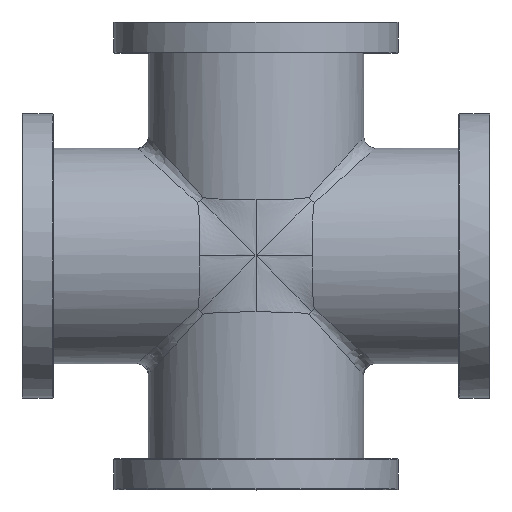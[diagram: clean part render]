
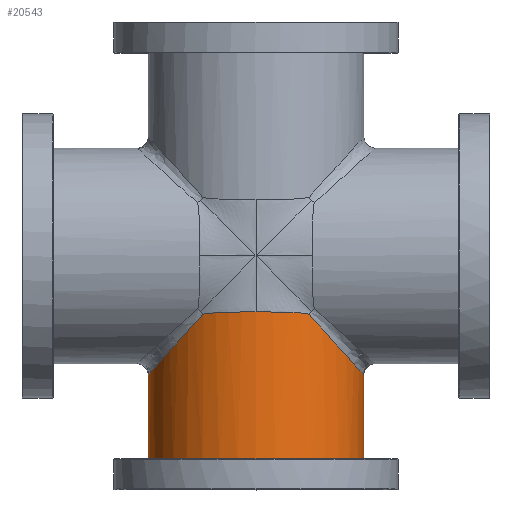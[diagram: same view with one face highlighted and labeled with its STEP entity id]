
A CAD part, top view. The second image highlights one B-rep face of the part: STEP entity #20543.
In plain terms, the highlighted cylindrical face has radius 77 mm (diameter 154 mm), a full revolution.
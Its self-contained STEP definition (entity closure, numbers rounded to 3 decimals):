
#661=CARTESIAN_POINT('',(0.,-40.07,77.));
#662=VERTEX_POINT('',#661);
#686=CARTESIAN_POINT('',(37.915,-41.854,67.019));
#687=VERTEX_POINT('',#686);
#688=CARTESIAN_POINT('',(0.,-40.07,77.0));
#689=CARTESIAN_POINT('',(3.363,-40.07,77.0));
#690=CARTESIAN_POINT('',(6.725,-40.088,76.775));
#691=CARTESIAN_POINT('',(9.963,-40.125,76.353));
#692=CARTESIAN_POINT('',(13.308,-40.163,75.916));
#693=CARTESIAN_POINT('',(16.52,-40.22,75.269));
#694=CARTESIAN_POINT('',(19.481,-40.296,74.495));
#695=CARTESIAN_POINT('',(22.737,-40.38,73.643));
#696=CARTESIAN_POINT('',(25.69,-40.488,72.639));
#697=CARTESIAN_POINT('',(28.22,-40.619,71.642));
#698=CARTESIAN_POINT('',(31.052,-40.766,70.527));
#699=CARTESIAN_POINT('',(33.355,-40.942,69.426));
#700=CARTESIAN_POINT('',(35.009,-41.148,68.581));
#701=CARTESIAN_POINT('',(36.374,-41.318,67.885));
#702=CARTESIAN_POINT('',(37.299,-41.507,67.365));
#703=CARTESIAN_POINT('',(37.717,-41.717,67.13));
#704=CARTESIAN_POINT('',(37.806,-41.762,67.08));
#705=CARTESIAN_POINT('',(37.872,-41.807,67.042));
#706=CARTESIAN_POINT('',(37.915,-41.854,67.019));
#707=B_SPLINE_CURVE_WITH_KNOTS('',3,(#688,#689,#690,#691,#692,#693,#694,#695,#696,#697,#698,#699,#700,#701,#702,#703,#704,#705,#706),.UNSPECIFIED.,.F.,.U.,(4,3,3,3,3,3,4),(0.5,0.588,0.678,0.777,0.889,0.98,1.0),.UNSPECIFIED.);
#708=EDGE_CURVE('',#662,#687,#707,.T.);
#1273=CARTESIAN_POINT('',(-37.915,-41.854,67.019));
#1274=VERTEX_POINT('',#1273);
#1282=CARTESIAN_POINT('',(-37.915,-41.854,67.019));
#1283=CARTESIAN_POINT('',(-37.714,-41.632,67.132));
#1284=CARTESIAN_POINT('',(-36.971,-41.431,67.558));
#1285=CARTESIAN_POINT('',(-35.762,-41.25,68.191));
#1286=CARTESIAN_POINT('',(-34.21,-41.019,69.005));
#1287=CARTESIAN_POINT('',(-31.887,-40.821,70.159));
#1288=CARTESIAN_POINT('',(-28.939,-40.658,71.355));
#1289=CARTESIAN_POINT('',(-26.538,-40.525,72.329));
#1290=CARTESIAN_POINT('',(-23.722,-40.414,73.326));
#1291=CARTESIAN_POINT('',(-20.599,-40.326,74.193));
#1292=CARTESIAN_POINT('',(-17.564,-40.241,75.036));
#1293=CARTESIAN_POINT('',(-14.24,-40.177,75.754));
#1294=CARTESIAN_POINT('',(-10.758,-40.134,76.245));
#1295=CARTESIAN_POINT('',(-7.554,-40.095,76.697));
#1296=CARTESIAN_POINT('',(-4.219,-40.074,76.957));
#1297=CARTESIAN_POINT('',(-0.873,-40.071,76.995));
#1298=CARTESIAN_POINT('',(-0.582,-40.07,76.998));
#1299=CARTESIAN_POINT('',(-0.291,-40.07,77.0));
#1300=CARTESIAN_POINT('',(0.,-40.07,77.0));
#1301=B_SPLINE_CURVE_WITH_KNOTS('',3,(#1282,#1283,#1284,#1285,#1286,#1287,#1288,#1289,#1290,#1291,#1292,#1293,#1294,#1295,#1296,#1297,#1298,#1299,#1300),.UNSPECIFIED.,.F.,.U.,(4,3,3,3,3,3,4),(0.0,0.093,0.213,0.311,0.405,0.492,0.5),.UNSPECIFIED.);
#1302=EDGE_CURVE('',#1274,#662,#1301,.T.);
#7114=CARTESIAN_POINT('',(0.,-40.07,-77.0));
#7115=VERTEX_POINT('',#7114);
#7139=CARTESIAN_POINT('',(-37.915,-41.854,-67.019));
#7140=VERTEX_POINT('',#7139);
#7141=CARTESIAN_POINT('',(0.,-40.07,-77.0));
#7142=CARTESIAN_POINT('',(-3.363,-40.07,-77.0));
#7143=CARTESIAN_POINT('',(-6.725,-40.088,-76.775));
#7144=CARTESIAN_POINT('',(-9.963,-40.125,-76.353));
#7145=CARTESIAN_POINT('',(-13.308,-40.163,-75.916));
#7146=CARTESIAN_POINT('',(-16.52,-40.22,-75.269));
#7147=CARTESIAN_POINT('',(-19.481,-40.296,-74.495));
#7148=CARTESIAN_POINT('',(-22.737,-40.38,-73.643));
#7149=CARTESIAN_POINT('',(-25.69,-40.488,-72.639));
#7150=CARTESIAN_POINT('',(-28.22,-40.619,-71.642));
#7151=CARTESIAN_POINT('',(-31.052,-40.766,-70.527));
#7152=CARTESIAN_POINT('',(-33.355,-40.942,-69.426));
#7153=CARTESIAN_POINT('',(-35.009,-41.148,-68.581));
#7154=CARTESIAN_POINT('',(-36.374,-41.318,-67.885));
#7155=CARTESIAN_POINT('',(-37.299,-41.507,-67.365));
#7156=CARTESIAN_POINT('',(-37.717,-41.717,-67.13));
#7157=CARTESIAN_POINT('',(-37.806,-41.762,-67.08));
#7158=CARTESIAN_POINT('',(-37.872,-41.807,-67.042));
#7159=CARTESIAN_POINT('',(-37.915,-41.854,-67.019));
#7160=B_SPLINE_CURVE_WITH_KNOTS('',3,(#7141,#7142,#7143,#7144,#7145,#7146,#7147,#7148,#7149,#7150,#7151,#7152,#7153,#7154,#7155,#7156,#7157,#7158,#7159),.UNSPECIFIED.,.F.,.U.,(4,3,3,3,3,3,4),(0.5,0.588,0.678,0.777,0.889,0.98,1.0),.UNSPECIFIED.);
#7161=EDGE_CURVE('',#7115,#7140,#7160,.T.);
#7726=CARTESIAN_POINT('',(37.915,-41.854,-67.019));
#7727=VERTEX_POINT('',#7726);
#7735=CARTESIAN_POINT('',(37.915,-41.854,-67.019));
#7736=CARTESIAN_POINT('',(37.714,-41.632,-67.132));
#7737=CARTESIAN_POINT('',(36.971,-41.431,-67.558));
#7738=CARTESIAN_POINT('',(35.762,-41.25,-68.191));
#7739=CARTESIAN_POINT('',(34.21,-41.019,-69.005));
#7740=CARTESIAN_POINT('',(31.887,-40.821,-70.159));
#7741=CARTESIAN_POINT('',(28.939,-40.658,-71.355));
#7742=CARTESIAN_POINT('',(26.538,-40.525,-72.329));
#7743=CARTESIAN_POINT('',(23.722,-40.414,-73.326));
#7744=CARTESIAN_POINT('',(20.599,-40.326,-74.193));
#7745=CARTESIAN_POINT('',(17.564,-40.241,-75.036));
#7746=CARTESIAN_POINT('',(14.24,-40.177,-75.754));
#7747=CARTESIAN_POINT('',(10.758,-40.134,-76.245));
#7748=CARTESIAN_POINT('',(7.554,-40.095,-76.697));
#7749=CARTESIAN_POINT('',(4.219,-40.074,-76.957));
#7750=CARTESIAN_POINT('',(0.873,-40.071,-76.995));
#7751=CARTESIAN_POINT('',(0.582,-40.07,-76.998));
#7752=CARTESIAN_POINT('',(0.291,-40.07,-77.0));
#7753=CARTESIAN_POINT('',(0.,-40.07,-77.0));
#7754=B_SPLINE_CURVE_WITH_KNOTS('',3,(#7735,#7736,#7737,#7738,#7739,#7740,#7741,#7742,#7743,#7744,#7745,#7746,#7747,#7748,#7749,#7750,#7751,#7752,#7753),.UNSPECIFIED.,.F.,.U.,(4,3,3,3,3,3,4),(0.0,0.093,0.213,0.311,0.405,0.492,0.5),.UNSPECIFIED.);
#7755=EDGE_CURVE('',#7727,#7115,#7754,.T.);
#20306=CARTESIAN_POINT('',(0.0,0.0,0.0));
#20307=DIRECTION('',(-0.741,0.671,0.0));
#20308=DIRECTION('',(-0.671,-0.741,0.0));
#20309=AXIS2_PLACEMENT_3D('',#20306,#20307,#20308);
#20310=ELLIPSE('',#20309,114.691,77.0);
#20311=EDGE_CURVE('',#7140,#1274,#20310,.T.);
#20508=CARTESIAN_POINT('',(0.0,0.0,0.0));
#20509=DIRECTION('',(0.741,0.671,0.0));
#20510=DIRECTION('',(0.671,-0.741,0.0));
#20511=AXIS2_PLACEMENT_3D('',#20508,#20509,#20510);
#20512=ELLIPSE('',#20511,114.691,77.0);
#20513=EDGE_CURVE('',#687,#7727,#20512,.T.);
#20519=CARTESIAN_POINT('',(0.0,0.0,0.0));
#20520=DIRECTION('',(0.0,-1.0,0.0));
#20521=DIRECTION('',(1.0,0.0,0.0));
#20522=AXIS2_PLACEMENT_3D('',#20519,#20520,#20521);
#20523=CYLINDRICAL_SURFACE('',#20522,77.0);
#20524=CARTESIAN_POINT('',(-77.0,-157.5,0.));
#20525=VERTEX_POINT('',#20524);
#20526=CARTESIAN_POINT('',(0.0,-157.5,0.0));
#20527=DIRECTION('',(0.0,1.0,0.0));
#20528=DIRECTION('',(1.0,0.0,0.0));
#20529=AXIS2_PLACEMENT_3D('',#20526,#20527,#20528);
#20530=CIRCLE('',#20529,77.0);
#20531=EDGE_CURVE('',#20525,#20525,#20530,.T.);
#20532=ORIENTED_EDGE('',*,*,#20531,.T.);
#20533=EDGE_LOOP('',(#20532));
#20534=FACE_OUTER_BOUND('',#20533,.T.);
#20535=ORIENTED_EDGE('',*,*,#1302,.F.);
#20536=ORIENTED_EDGE('',*,*,#20311,.F.);
#20537=ORIENTED_EDGE('',*,*,#7161,.F.);
#20538=ORIENTED_EDGE('',*,*,#7755,.F.);
#20539=ORIENTED_EDGE('',*,*,#20513,.F.);
#20540=ORIENTED_EDGE('',*,*,#708,.F.);
#20541=EDGE_LOOP('',(#20535,#20536,#20537,#20538,#20539,#20540));
#20542=FACE_BOUND('',#20541,.T.);
#20543=ADVANCED_FACE('',(#20534,#20542),#20523,.T.);
